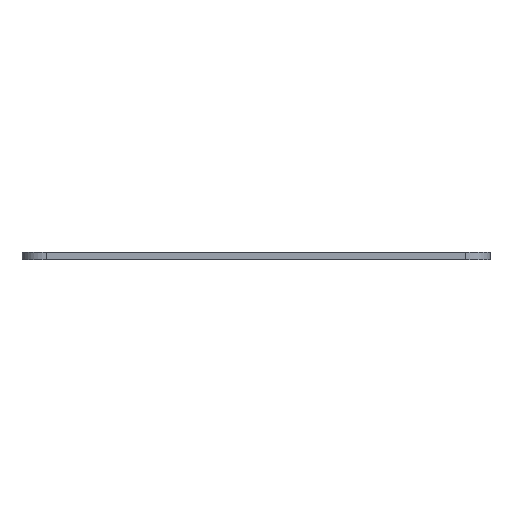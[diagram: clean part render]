
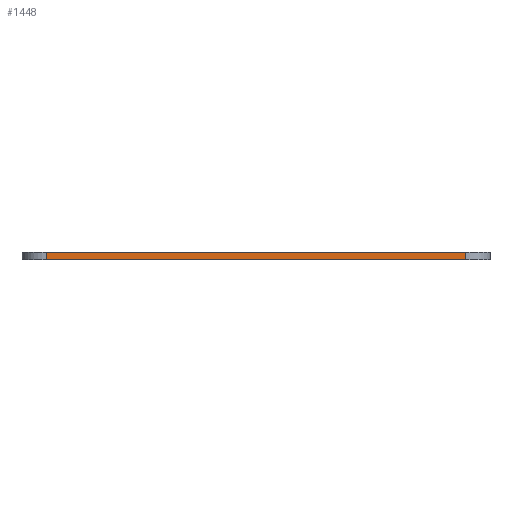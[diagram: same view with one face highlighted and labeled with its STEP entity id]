
A CAD part, front view. The second image highlights one B-rep face of the part: STEP entity #1448.
In plain terms, the highlighted planar face has unit normal (0, -1, 0).
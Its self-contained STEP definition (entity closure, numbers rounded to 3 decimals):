
#71=PLANE('',#1599);
#142=FACE_OUTER_BOUND('',#225,.T.);
#225=EDGE_LOOP('',(#1261,#1262,#1263,#1264));
#253=LINE('',#2052,#394);
#286=LINE('',#2184,#427);
#290=LINE('',#2193,#431);
#376=LINE('',#2423,#517);
#394=VECTOR('',#1629,10.);
#427=VECTOR('',#1734,10.);
#431=VECTOR('',#1744,10.);
#517=VECTOR('',#2004,10.);
#602=VERTEX_POINT('',#2049);
#603=VERTEX_POINT('',#2051);
#666=VERTEX_POINT('',#2182);
#668=VERTEX_POINT('',#2191);
#742=EDGE_CURVE('',#602,#603,#253,.T.);
#808=EDGE_CURVE('',#666,#602,#286,.T.);
#813=EDGE_CURVE('',#603,#668,#290,.T.);
#928=EDGE_CURVE('',#668,#666,#376,.T.);
#1261=ORIENTED_EDGE('',*,*,#808,.F.);
#1262=ORIENTED_EDGE('',*,*,#928,.F.);
#1263=ORIENTED_EDGE('',*,*,#813,.F.);
#1264=ORIENTED_EDGE('',*,*,#742,.F.);
#1448=ADVANCED_FACE('',(#142),#71,.T.);
#1599=AXIS2_PLACEMENT_3D('',#2422,#2002,#2003);
#1629=DIRECTION('',(-1.,0.,0.));
#1734=DIRECTION('',(0.,0.,-1.));
#1744=DIRECTION('',(0.,0.,1.));
#2002=DIRECTION('center_axis',(0.,-1.,0.));
#2003=DIRECTION('ref_axis',(1.,0.,0.));
#2004=DIRECTION('',(1.,0.,0.));
#2049=CARTESIAN_POINT('',(62.704,-66.665,0.));
#2051=CARTESIAN_POINT('',(-24.156,-66.665,0.));
#2052=CARTESIAN_POINT('',(67.704,-66.665,0.));
#2182=CARTESIAN_POINT('',(62.704,-66.665,1.5));
#2184=CARTESIAN_POINT('',(62.704,-66.665,0.));
#2191=CARTESIAN_POINT('',(-24.156,-66.665,1.5));
#2193=CARTESIAN_POINT('',(-24.156,-66.665,0.));
#2422=CARTESIAN_POINT('Origin',(-29.156,-66.665,0.));
#2423=CARTESIAN_POINT('',(67.704,-66.665,1.5));
